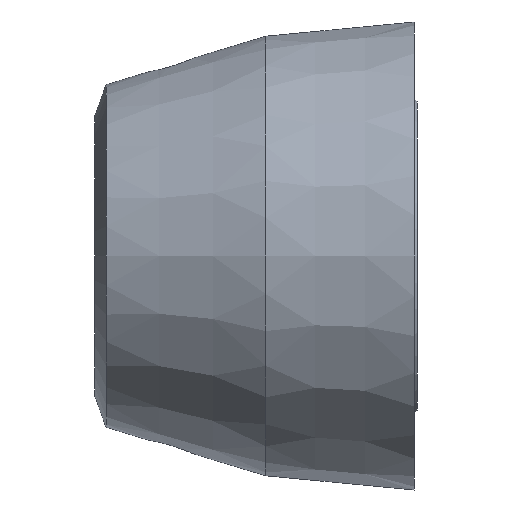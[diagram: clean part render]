
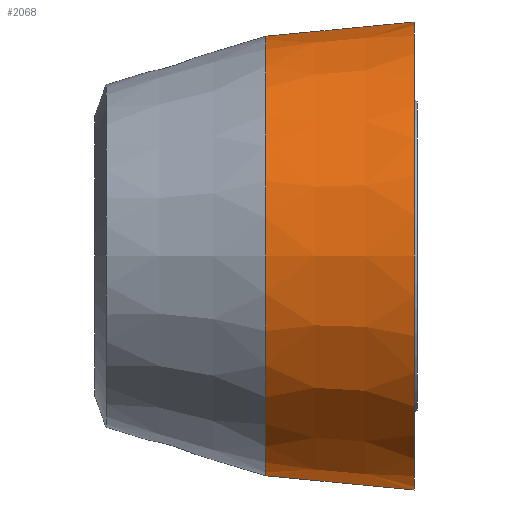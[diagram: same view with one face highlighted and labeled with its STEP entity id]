
A CAD part, front view. The second image highlights one B-rep face of the part: STEP entity #2068.
In plain terms, the highlighted conical face has half-angle 5.492 degrees and reference radius 41 mm.
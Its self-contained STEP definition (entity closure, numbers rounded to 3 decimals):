
#64 = VERTEX_POINT ( 'NONE', #2007 ) ;
#118 = ORIENTED_EDGE ( 'NONE', *, *, #2795, .F. ) ;
#221 = VECTOR ( 'NONE', #3234, 1000. ) ;
#296 = AXIS2_PLACEMENT_3D ( 'NONE', #3341, #976, #1151 ) ;
#400 = DIRECTION ( 'NONE',  ( 0., 0., -1. ) ) ;
#478 = LINE ( 'NONE', #1545, #221 ) ;
#830 = ORIENTED_EDGE ( 'NONE', *, *, #2674, .T. ) ;
#879 = CARTESIAN_POINT ( 'NONE',  ( -0.755, -6.12, 8.873 ) ) ;
#976 = DIRECTION ( 'NONE',  ( -1., 0., 0. ) ) ;
#1151 = DIRECTION ( 'NONE',  ( 0., 0., 1. ) ) ;
#1216 = CIRCLE ( 'NONE', #1516, 38.5 ) ;
#1240 = CARTESIAN_POINT ( 'NONE',  ( 25.245, -6.12, 49.873 ) ) ;
#1307 = VECTOR ( 'NONE', #2476, 1000. ) ;
#1516 = AXIS2_PLACEMENT_3D ( 'NONE', #879, #3141, #2209 ) ;
#1545 = CARTESIAN_POINT ( 'NONE',  ( 25.245, -6.12, -32.127 ) ) ;
#1707 = CIRCLE ( 'NONE', #296, 41. ) ;
#1812 = AXIS2_PLACEMENT_3D ( 'NONE', #2496, #3246, #400 ) ;
#2007 = CARTESIAN_POINT ( 'NONE',  ( -0.755, -6.12, -29.627 ) ) ;
#2068 = ADVANCED_FACE ( 'NONE', ( #2384 ), #3011, .T. ) ;
#2091 = CARTESIAN_POINT ( 'NONE',  ( 25.245, -6.12, 49.873 ) ) ;
#2169 = LINE ( 'NONE', #1240, #1307 ) ;
#2209 = DIRECTION ( 'NONE',  ( 0., 0., 1. ) ) ;
#2263 = VERTEX_POINT ( 'NONE', #3171 ) ;
#2281 = EDGE_CURVE ( 'NONE', #64, #2263, #1216, .T. ) ;
#2327 = ORIENTED_EDGE ( 'NONE', *, *, #3328, .T. ) ;
#2384 = FACE_OUTER_BOUND ( 'NONE', #2962, .T. ) ;
#2476 = DIRECTION ( 'NONE',  ( 0.995, 0., 0.096 ) ) ;
#2496 = CARTESIAN_POINT ( 'NONE',  ( 25.245, -6.12, 8.873 ) ) ;
#2526 = ORIENTED_EDGE ( 'NONE', *, *, #2281, .F. ) ;
#2674 = EDGE_CURVE ( 'NONE', #3127, #3032, #1707, .T. ) ;
#2795 = EDGE_CURVE ( 'NONE', #2263, #3032, #2169, .T. ) ;
#2962 = EDGE_LOOP ( 'NONE', ( #118, #2526, #2327, #830 ) ) ;
#3011 = CONICAL_SURFACE ( 'NONE', #1812, 41., 0.096 ) ;
#3032 = VERTEX_POINT ( 'NONE', #2091 ) ;
#3127 = VERTEX_POINT ( 'NONE', #3355 ) ;
#3141 = DIRECTION ( 'NONE',  ( -1., 0., 0. ) ) ;
#3171 = CARTESIAN_POINT ( 'NONE',  ( -0.755, -6.12, 47.373 ) ) ;
#3234 = DIRECTION ( 'NONE',  ( 0.995, 0., -0.096 ) ) ;
#3246 = DIRECTION ( 'NONE',  ( 1., 0., 0. ) ) ;
#3328 = EDGE_CURVE ( 'NONE', #64, #3127, #478, .T. ) ;
#3341 = CARTESIAN_POINT ( 'NONE',  ( 25.245, -6.12, 8.873 ) ) ;
#3355 = CARTESIAN_POINT ( 'NONE',  ( 25.245, -6.12, -32.127 ) ) ;
